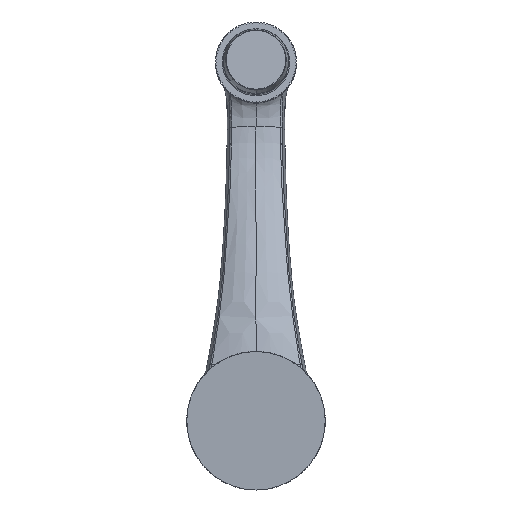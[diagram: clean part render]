
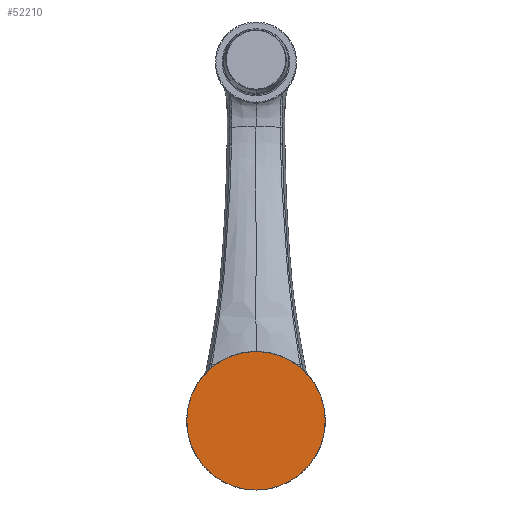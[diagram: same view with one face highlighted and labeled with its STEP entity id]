
A CAD part, front view. The second image highlights one B-rep face of the part: STEP entity #52210.
In plain terms, the highlighted planar face has unit normal (0, -1, 0).
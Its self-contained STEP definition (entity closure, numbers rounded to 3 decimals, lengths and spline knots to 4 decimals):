
#21823=CARTESIAN_POINT('',(0.,-0.71,0.));
#21824=DIRECTION('',(0.,-1.,0.));
#21825=DIRECTION('',(0.,0.,1.));
#21826=AXIS2_PLACEMENT_3D('',#21823,#21824,#21825);
#21831=CARTESIAN_POINT('',(0.,-0.71,0.));
#21832=DIRECTION('',(0.,1.,0.));
#21833=DIRECTION('',(0.,0.,1.));
#21834=AXIS2_PLACEMENT_3D('',#21831,#21832,#21833);
#22456=CARTESIAN_POINT('',(0.,-0.71,1.065));
#22457=CARTESIAN_POINT('',(0.,-0.71,-1.065));
#22458=VERTEX_POINT('',#22456);
#22459=VERTEX_POINT('',#22457);
#52201=CARTESIAN_POINT('',(0.,-0.71,0.));
#52202=DIRECTION('',(0.,1.,0.));
#52203=DIRECTION('',(0.,0.,-1.));
#52204=AXIS2_PLACEMENT_3D('',#52201,#52202,#52203);
#52205=PLANE('',#52204);
#52206=ORIENTED_EDGE('',*,*,#52087,.F.);
#52207=ORIENTED_EDGE('',*,*,#52109,.T.);
#52208=EDGE_LOOP('',(#52206,#52207));
#52209=FACE_OUTER_BOUND('',#52208,.F.);
#21827=CIRCLE('',#21826,1.065);
#21835=CIRCLE('',#21834,1.065);
#52087=EDGE_CURVE('',#22458,#22459,#21827,.T.);
#52109=EDGE_CURVE('',#22458,#22459,#21835,.T.);
#52210=ADVANCED_FACE('',(#52209),#52205,.F.);
